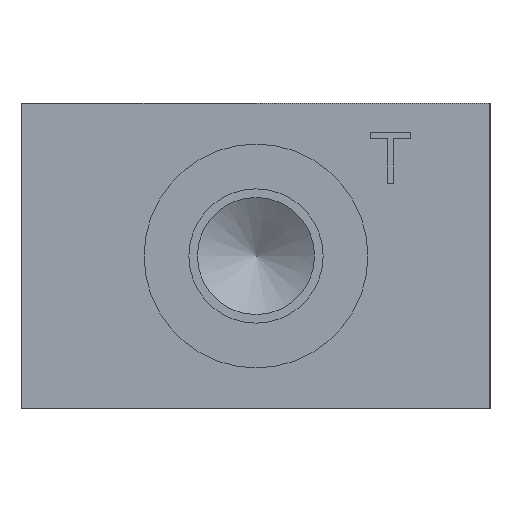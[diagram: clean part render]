
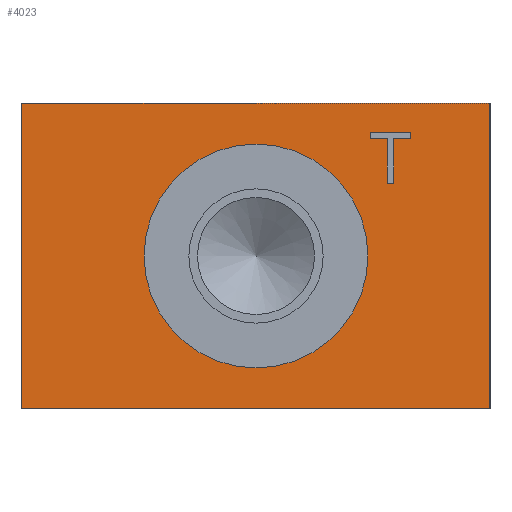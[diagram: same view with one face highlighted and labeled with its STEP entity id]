
A CAD part, left-side view. The second image highlights one B-rep face of the part: STEP entity #4023.
In plain terms, the highlighted planar face has unit normal (-1, 0, 0).
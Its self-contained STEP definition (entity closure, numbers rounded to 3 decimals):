
#98=LINE('',#5189,#448);
#102=LINE('',#5197,#452);
#105=LINE('',#5203,#455);
#108=LINE('',#5209,#458);
#111=LINE('',#5215,#461);
#114=LINE('',#5221,#464);
#117=LINE('',#5227,#467);
#120=LINE('',#5232,#470);
#405=LINE('',#7034,#755);
#408=LINE('',#7143,#758);
#410=LINE('',#7146,#760);
#411=LINE('',#7148,#761);
#448=VECTOR('',#4311,0.665);
#452=VECTOR('',#4317,4.408);
#455=VECTOR('',#4322,1.677);
#458=VECTOR('',#4327,0.592);
#461=VECTOR('',#4332,4.019);
#464=VECTOR('',#4337,0.592);
#467=VECTOR('',#4342,1.677);
#470=VECTOR('',#4347,4.408);
#755=VECTOR('',#4790,46.);
#758=VECTOR('',#4927,46.);
#760=VECTOR('',#4931,30.);
#761=VECTOR('',#4934,30.);
#1083=FACE_BOUND('',#1705,.T.);
#1084=FACE_BOUND('',#1706,.T.);
#1195=PLANE('',#4214);
#1420=FACE_OUTER_BOUND('',#1704,.T.);
#1704=EDGE_LOOP('',(#3775,#3776,#3777,#3778));
#1705=EDGE_LOOP('',(#3779,#3780,#3781,#3782,#3783,#3784,#3785,#3786));
#1706=EDGE_LOOP('',(#3787));
#1741=CIRCLE('',#4171,11.);
#1804=VERTEX_POINT('',#5187);
#1805=VERTEX_POINT('',#5188);
#1808=VERTEX_POINT('',#5196);
#1810=VERTEX_POINT('',#5202);
#1812=VERTEX_POINT('',#5208);
#1814=VERTEX_POINT('',#5214);
#1816=VERTEX_POINT('',#5220);
#1818=VERTEX_POINT('',#5226);
#2104=VERTEX_POINT('',#7031);
#2105=VERTEX_POINT('',#7033);
#2123=VERTEX_POINT('',#7078);
#2143=VERTEX_POINT('',#7140);
#2144=VERTEX_POINT('',#7142);
#2204=EDGE_CURVE('',#1804,#1805,#98,.T.);
#2208=EDGE_CURVE('',#1808,#1804,#102,.T.);
#2211=EDGE_CURVE('',#1810,#1808,#105,.T.);
#2214=EDGE_CURVE('',#1812,#1810,#108,.T.);
#2217=EDGE_CURVE('',#1814,#1812,#111,.T.);
#2220=EDGE_CURVE('',#1816,#1814,#114,.T.);
#2223=EDGE_CURVE('',#1818,#1816,#117,.T.);
#2226=EDGE_CURVE('',#1805,#1818,#120,.T.);
#2655=EDGE_CURVE('',#2104,#2105,#405,.T.);
#2674=EDGE_CURVE('',#2123,#2123,#1741,.T.);
#2695=EDGE_CURVE('',#2143,#2144,#408,.T.);
#2697=EDGE_CURVE('',#2105,#2143,#410,.T.);
#2698=EDGE_CURVE('',#2104,#2144,#411,.T.);
#3775=ORIENTED_EDGE('',*,*,#2698,.T.);
#3776=ORIENTED_EDGE('',*,*,#2695,.F.);
#3777=ORIENTED_EDGE('',*,*,#2697,.F.);
#3778=ORIENTED_EDGE('',*,*,#2655,.F.);
#3779=ORIENTED_EDGE('',*,*,#2204,.T.);
#3780=ORIENTED_EDGE('',*,*,#2226,.T.);
#3781=ORIENTED_EDGE('',*,*,#2223,.T.);
#3782=ORIENTED_EDGE('',*,*,#2220,.T.);
#3783=ORIENTED_EDGE('',*,*,#2217,.T.);
#3784=ORIENTED_EDGE('',*,*,#2214,.T.);
#3785=ORIENTED_EDGE('',*,*,#2211,.T.);
#3786=ORIENTED_EDGE('',*,*,#2208,.T.);
#3787=ORIENTED_EDGE('',*,*,#2674,.T.);
#4023=ADVANCED_FACE('',(#1420,#1083,#1084),#1195,.F.);
#4171=AXIS2_PLACEMENT_3D('',#7079,#4842,#4843);
#4214=AXIS2_PLACEMENT_3D('',#7147,#4932,#4933);
#4311=DIRECTION('',(0.,1.,0.));
#4317=DIRECTION('',(0.,0.,-1.));
#4322=DIRECTION('',(0.,1.,0.));
#4327=DIRECTION('',(0.,0.,-1.));
#4332=DIRECTION('',(0.,-1.,0.));
#4337=DIRECTION('',(0.,0.,1.));
#4342=DIRECTION('',(0.,1.,0.));
#4347=DIRECTION('',(0.,0.,1.));
#4790=DIRECTION('',(0.,-1.,0.));
#4842=DIRECTION('center_axis',(1.,0.,0.));
#4843=DIRECTION('ref_axis',(0.,1.,0.));
#4927=DIRECTION('',(0.,1.,0.));
#4931=DIRECTION('',(0.,0.,-1.));
#4932=DIRECTION('center_axis',(1.,0.,0.));
#4933=DIRECTION('ref_axis',(0.,0.,-1.));
#4934=DIRECTION('',(0.,0.,-1.));
#5187=CARTESIAN_POINT('',(221.,9.452,67.145));
#5188=CARTESIAN_POINT('',(221.,10.116,67.145));
#5189=CARTESIAN_POINT('',(221.,16.226,67.145));
#5196=CARTESIAN_POINT('',(221.,9.452,71.553));
#5197=CARTESIAN_POINT('',(221.,9.452,65.777));
#5202=CARTESIAN_POINT('',(221.,7.774,71.553));
#5203=CARTESIAN_POINT('',(221.,15.387,71.553));
#5208=CARTESIAN_POINT('',(221.,7.774,72.145));
#5209=CARTESIAN_POINT('',(221.,7.774,66.072));
#5214=CARTESIAN_POINT('',(221.,11.794,72.145));
#5215=CARTESIAN_POINT('',(221.,17.397,72.145));
#5220=CARTESIAN_POINT('',(221.,11.794,71.553));
#5221=CARTESIAN_POINT('',(221.,11.794,65.777));
#5226=CARTESIAN_POINT('',(221.,10.116,71.553));
#5227=CARTESIAN_POINT('',(221.,16.558,71.553));
#5232=CARTESIAN_POINT('',(221.,10.116,63.572));
#7031=CARTESIAN_POINT('',(221.,46.,75.));
#7033=CARTESIAN_POINT('',(221.,0.,75.));
#7034=CARTESIAN_POINT('',(221.,23.,75.));
#7078=CARTESIAN_POINT('',(221.,12.,60.));
#7079=CARTESIAN_POINT('Origin',(221.,23.,60.));
#7140=CARTESIAN_POINT('',(221.,0.,45.));
#7142=CARTESIAN_POINT('',(221.,46.,45.));
#7143=CARTESIAN_POINT('',(221.,23.,45.));
#7146=CARTESIAN_POINT('',(221.,0.,60.));
#7147=CARTESIAN_POINT('Origin',(221.,23.,60.));
#7148=CARTESIAN_POINT('',(221.,46.,60.));
